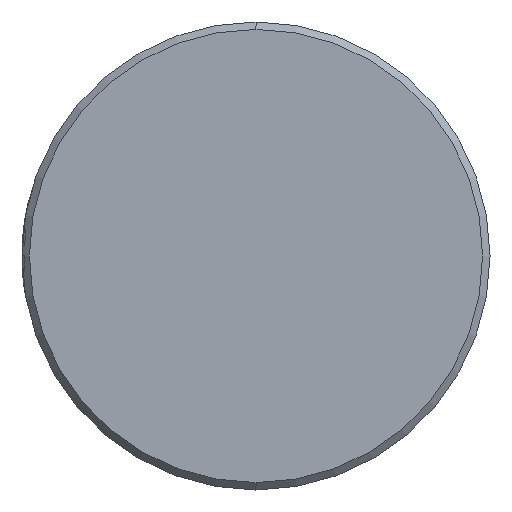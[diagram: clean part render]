
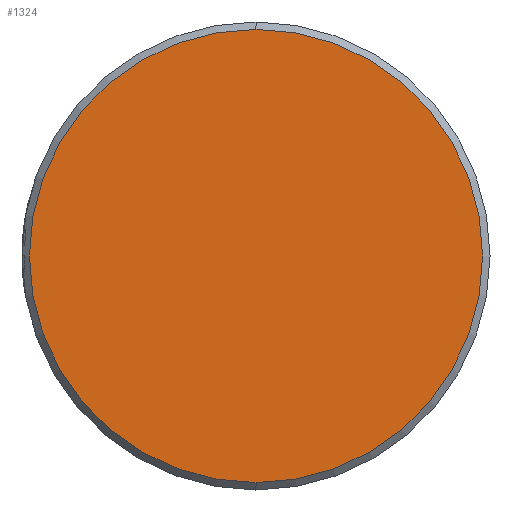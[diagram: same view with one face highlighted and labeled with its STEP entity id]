
A CAD part, left-side view. The second image highlights one B-rep face of the part: STEP entity #1324.
In plain terms, the highlighted planar face has unit normal (-1, 0, 0).
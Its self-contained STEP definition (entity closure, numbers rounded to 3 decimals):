
#1 = CARTESIAN_POINT ( 'NONE',  ( -5., 0., 0. ) ) ;
#11 = CARTESIAN_POINT ( 'NONE',  ( -5., 0., 9.2 ) ) ;
#69 = DIRECTION ( 'NONE',  ( -1., 0., 0. ) ) ;
#127 = VERTEX_POINT ( 'NONE', #174 ) ;
#174 = CARTESIAN_POINT ( 'NONE',  ( -5., 0., -9.2 ) ) ;
#273 = AXIS2_PLACEMENT_3D ( 'NONE', #1, #69, #985 ) ;
#288 = CARTESIAN_POINT ( 'NONE',  ( -5., 0., 0. ) ) ;
#300 = DIRECTION ( 'NONE',  ( -1., 0., 0. ) ) ;
#319 = EDGE_CURVE ( 'NONE', #127, #541, #350, .T. ) ;
#350 = CIRCLE ( 'NONE', #273, 9.2 ) ;
#400 = DIRECTION ( 'NONE',  ( -1., 0., 0. ) ) ;
#445 = AXIS2_PLACEMENT_3D ( 'NONE', #288, #300, #994 ) ;
#463 = ORIENTED_EDGE ( 'NONE', *, *, #319, .T. ) ;
#469 = CIRCLE ( 'NONE', #927, 9.2 ) ;
#541 = VERTEX_POINT ( 'NONE', #11 ) ;
#779 = PLANE ( 'NONE',  #445 ) ;
#893 = EDGE_LOOP ( 'NONE', ( #463, #1245 ) ) ;
#927 = AXIS2_PLACEMENT_3D ( 'NONE', #990, #400, #1092 ) ;
#985 = DIRECTION ( 'NONE',  ( 0., 0., 1. ) ) ;
#990 = CARTESIAN_POINT ( 'NONE',  ( -5., 0., 0. ) ) ;
#994 = DIRECTION ( 'NONE',  ( 0., 0., 1. ) ) ;
#1092 = DIRECTION ( 'NONE',  ( 0., 0., 1. ) ) ;
#1125 = FACE_OUTER_BOUND ( 'NONE', #893, .T. ) ;
#1213 = EDGE_CURVE ( 'NONE', #541, #127, #469, .T. ) ;
#1245 = ORIENTED_EDGE ( 'NONE', *, *, #1213, .T. ) ;
#1324 = ADVANCED_FACE ( 'NONE', ( #1125 ), #779, .T. ) ;
